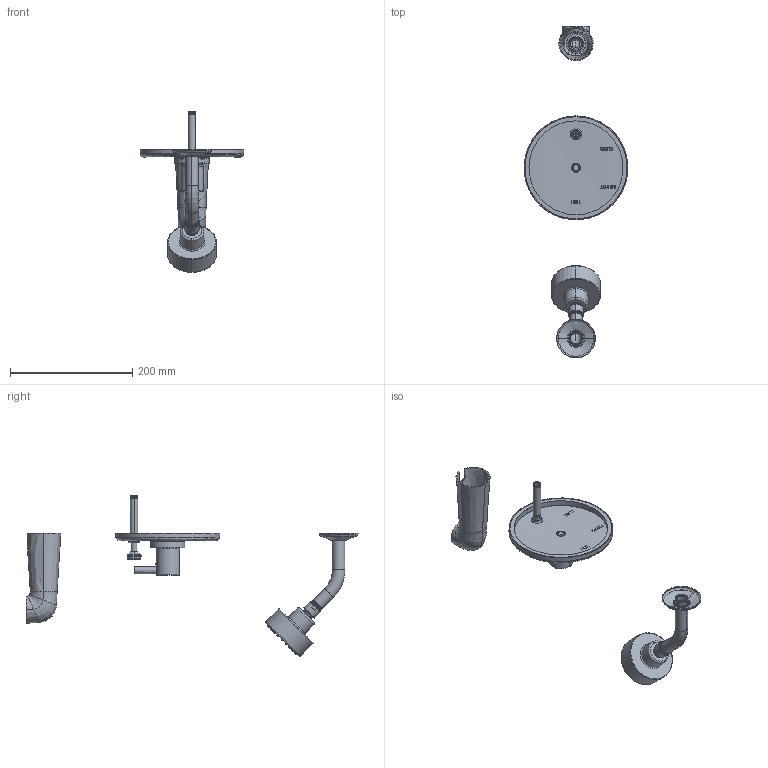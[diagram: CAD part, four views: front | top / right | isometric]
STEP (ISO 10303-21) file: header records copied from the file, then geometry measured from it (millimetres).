
FILE_DESCRIPTION((''),'2;1');
FILE_NAME('3-8202BP_ASM','2015-07-21T',('rsmith'),(''),'PRO/ENGINEER BY PARAMETRIC TECHNOLOGY CORPORATION, 2013150','PRO/ENGINEER BY PARAMETRIC TECHNOLOGY CORPORATION, 2013150','');
FILE_SCHEMA(('CONFIG_CONTROL_DESIGN'));
Products named in the file (26): CTCB-026_1_AF0; CTWR_1_AF0; 91033_1; 3-505_AF0_ASM; NCIP-024-2_1; CTWP0232_1; CTHZ0348_1; CTCP0072_1; 50X1X8_1; CTST0117_1; 3-493_ASM; 12310_AF0; 12308_AF0; 12309_AF0; ATBE0152_1; PRT0077_1; ATBE0152_ASM_1_ASM; ATBQ0324; CTWR0176; 3-507_ASM; 91065_AF0; 10497; 10496_AF0; 10498; 2-217_AF0_ASM; 3-8202BP_ASM
Assembly tree (25 placements, depth 4):
  3-8202BP_ASM
    3-505_AF0_ASM
      CTCB-026_1_AF0
      CTWR_1_AF0
      91033_1
    3-493_ASM
      NCIP-024-2_1
      CTWP0232_1
      CTHZ0348_1
      CTCP0072_1
      50X1X8_1
      CTST0117_1
    12310_AF0
    12308_AF0
    12309_AF0
    3-507_ASM
      ATBE0152_ASM_1_ASM
        ATBE0152_1
        PRT0077_1
      ATBQ0324
      CTWR0176
    2-217_AF0_ASM
      91065_AF0
      10497
      10496_AF0
      10498
Bounding box: 169.78 x 543.35 x 262.98 mm (x, y, z)
Volume: 352357 mm3; surface area: 216623.1 mm2
Topology: 20 solids, 24 shells, 1599 faces, 4221 edges, 2790 vertices
Faces by surface type: plane 642, cylinder 513, cone 214, bspline 98, torus 92, extrusion 26, sphere 14
Entity records: 71221 total; most frequent: CARTESIAN_POINT 31426, ORIENTED_EDGE 8352, DIRECTION 8050, EDGE_CURVE 4201, AXIS2_PLACEMENT_3D 3136, VERTEX_POINT 2790, EDGE_LOOP 1801, VECTOR 1778
